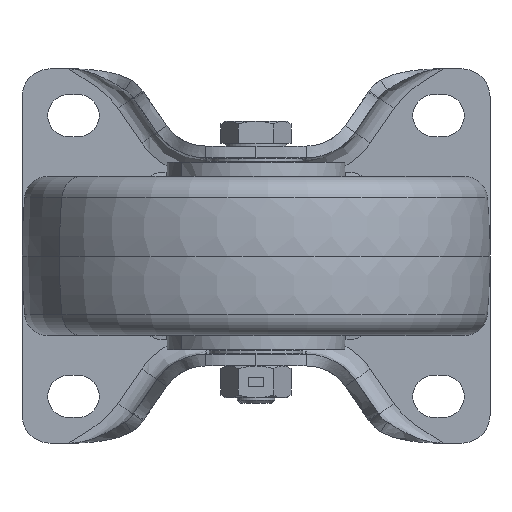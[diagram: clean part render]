
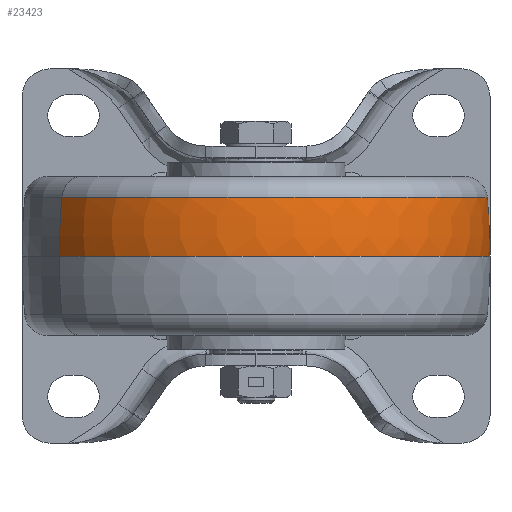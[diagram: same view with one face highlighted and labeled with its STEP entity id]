
A CAD part, front view. The second image highlights one B-rep face of the part: STEP entity #23423.
In plain terms, the highlighted toroidal (fillet/blend) face has major radius 29.939 mm and minor radius 80 mm.
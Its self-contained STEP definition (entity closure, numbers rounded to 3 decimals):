
#1289 = AXIS2_PLACEMENT_3D ( 'NONE', #28575, #4486, #14101 ) ;
#2077 = AXIS2_PLACEMENT_3D ( 'NONE', #2856, #22522, #15476 ) ;
#2626 = CARTESIAN_POINT ( 'NONE',  ( -25.092, -91.333, 3.113 ) ) ;
#2856 = CARTESIAN_POINT ( 'NONE',  ( 0., -75., 3.113 ) ) ;
#3657 = CARTESIAN_POINT ( 'NONE',  ( 0., -75., 12.567 ) ) ;
#4149 = TOROIDAL_SURFACE ( 'NONE', #2077, -29.939, 80. ) ;
#4185 = FACE_OUTER_BOUND ( 'NONE', #28817, .T. ) ;
#4486 = DIRECTION ( 'NONE',  ( 0.546, -0.838, 0. ) ) ;
#5676 = DIRECTION ( 'NONE',  ( -0.546, 0.838, 0. ) ) ;
#6906 = DIRECTION ( 'NONE',  ( 0., 0., -1. ) ) ;
#7032 = AXIS2_PLACEMENT_3D ( 'NONE', #30514, #6906, #13853 ) ;
#7742 = ORIENTED_EDGE ( 'NONE', *, *, #19961, .T. ) ;
#8267 = DIRECTION ( 'NONE',  ( 0., 0., -1. ) ) ;
#8568 = DIRECTION ( 'NONE',  ( -0.838, -0.546, 0. ) ) ;
#10769 = ORIENTED_EDGE ( 'NONE', *, *, #15150, .T. ) ;
#11930 = VERTEX_POINT ( 'NONE', #22176 ) ;
#12950 = CIRCLE ( 'NONE', #1289, 80. ) ;
#13025 = EDGE_CURVE ( 'NONE', #28744, #22592, #16392, .T. ) ;
#13853 = DIRECTION ( 'NONE',  ( -0.838, -0.546, 0. ) ) ;
#14101 = DIRECTION ( 'NONE',  ( 0.838, 0.546, 0. ) ) ;
#15150 = EDGE_CURVE ( 'NONE', #11930, #20245, #12950, .T. ) ;
#15476 = DIRECTION ( 'NONE',  ( -0.838, -0.546, 0. ) ) ;
#16392 = CIRCLE ( 'NONE', #22031, 80. ) ;
#18385 = AXIS2_PLACEMENT_3D ( 'NONE', #3657, #8267, #8568 ) ;
#18844 = ORIENTED_EDGE ( 'NONE', *, *, #20339, .F. ) ;
#19961 = EDGE_CURVE ( 'NONE', #28744, #11930, #27506, .T. ) ;
#20245 = VERTEX_POINT ( 'NONE', #27088 ) ;
#20339 = EDGE_CURVE ( 'NONE', #22592, #20245, #28797, .T. ) ;
#22031 = AXIS2_PLACEMENT_3D ( 'NONE', #2626, #5676, #22613 ) ;
#22037 = ORIENTED_EDGE ( 'NONE', *, *, #13025, .F. ) ;
#22176 = CARTESIAN_POINT ( 'NONE',  ( -41.486, -102.003, 12.567 ) ) ;
#22522 = DIRECTION ( 'NONE',  ( 0., 0., -1. ) ) ;
#22592 = VERTEX_POINT ( 'NONE', #26129 ) ;
#22613 = DIRECTION ( 'NONE',  ( -0.838, -0.546, 0. ) ) ;
#23423 = ADVANCED_FACE ( 'NONE', ( #4185 ), #4149, .T. ) ;
#26103 = CARTESIAN_POINT ( 'NONE',  ( 41.486, -47.997, 12.567 ) ) ;
#26129 = CARTESIAN_POINT ( 'NONE',  ( 41.905, -47.724, 0. ) ) ;
#27088 = CARTESIAN_POINT ( 'NONE',  ( -41.905, -102.276, 0. ) ) ;
#27506 = CIRCLE ( 'NONE', #18385, 49.5 ) ;
#28575 = CARTESIAN_POINT ( 'NONE',  ( 25.092, -58.667, 3.113 ) ) ;
#28744 = VERTEX_POINT ( 'NONE', #26103 ) ;
#28797 = CIRCLE ( 'NONE', #7032, 50. ) ;
#28817 = EDGE_LOOP ( 'NONE', ( #22037, #7742, #10769, #18844 ) ) ;
#30514 = CARTESIAN_POINT ( 'NONE',  ( 0., -75., 0. ) ) ;
